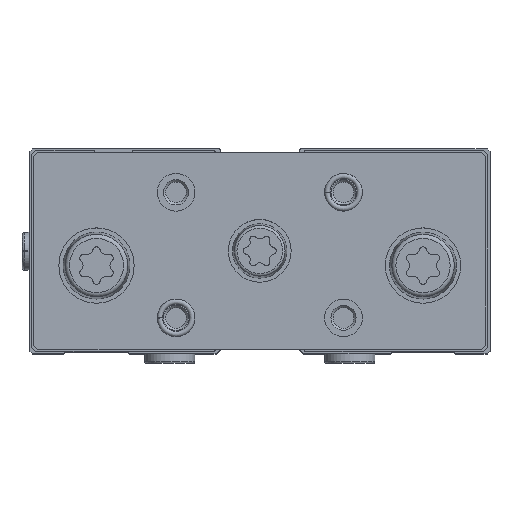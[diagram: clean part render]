
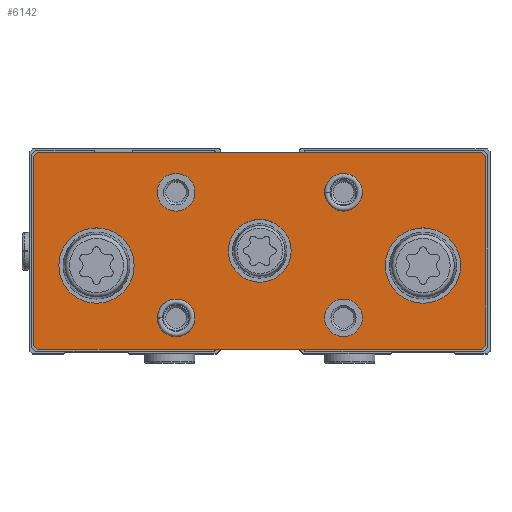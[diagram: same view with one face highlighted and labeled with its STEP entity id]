
A CAD part, top view. The second image highlights one B-rep face of the part: STEP entity #6142.
In plain terms, the highlighted face is planar.
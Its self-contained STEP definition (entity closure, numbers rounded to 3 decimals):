
#566=CIRCLE('',#6844,7.5);
#567=CIRCLE('',#6845,9.);
#568=CIRCLE('',#6846,9.);
#569=CIRCLE('',#6847,4.5);
#570=CIRCLE('',#6848,4.5);
#571=CIRCLE('',#6849,4.5);
#572=CIRCLE('',#6850,4.5);
#1890=ORIENTED_EDGE('',*,*,#2926,.F.);
#1891=ORIENTED_EDGE('',*,*,#2927,.F.);
#1892=ORIENTED_EDGE('',*,*,#2928,.F.);
#1893=ORIENTED_EDGE('',*,*,#2929,.F.);
#1894=ORIENTED_EDGE('',*,*,#2930,.F.);
#1895=ORIENTED_EDGE('',*,*,#2931,.F.);
#1896=ORIENTED_EDGE('',*,*,#2932,.F.);
#1897=ORIENTED_EDGE('',*,*,#2891,.T.);
#1898=ORIENTED_EDGE('',*,*,#2895,.T.);
#1899=ORIENTED_EDGE('',*,*,#2900,.T.);
#1900=ORIENTED_EDGE('',*,*,#2903,.T.);
#1901=ORIENTED_EDGE('',*,*,#2906,.T.);
#1902=ORIENTED_EDGE('',*,*,#2909,.T.);
#1903=ORIENTED_EDGE('',*,*,#2914,.T.);
#1904=ORIENTED_EDGE('',*,*,#2917,.T.);
#2891=EDGE_CURVE('',#3545,#3546,#4047,.T.);
#2895=EDGE_CURVE('',#3546,#3549,#4051,.T.);
#2900=EDGE_CURVE('',#3549,#3553,#4054,.T.);
#2903=EDGE_CURVE('',#3553,#3555,#4057,.T.);
#2906=EDGE_CURVE('',#3555,#3557,#4060,.T.);
#2909=EDGE_CURVE('',#3557,#3559,#4063,.T.);
#2914=EDGE_CURVE('',#3559,#3563,#4066,.T.);
#2917=EDGE_CURVE('',#3563,#3545,#4069,.T.);
#2926=EDGE_CURVE('',#3572,#3572,#566,.T.);
#2927=EDGE_CURVE('',#3573,#3573,#567,.T.);
#2928=EDGE_CURVE('',#3574,#3574,#568,.T.);
#2929=EDGE_CURVE('',#3575,#3575,#569,.T.);
#2930=EDGE_CURVE('',#3576,#3576,#570,.T.);
#2931=EDGE_CURVE('',#3577,#3577,#571,.T.);
#2932=EDGE_CURVE('',#3578,#3578,#572,.T.);
#3545=VERTEX_POINT('',#10355);
#3546=VERTEX_POINT('',#10356);
#3549=VERTEX_POINT('',#10364);
#3553=VERTEX_POINT('',#10374);
#3555=VERTEX_POINT('',#10380);
#3557=VERTEX_POINT('',#10386);
#3559=VERTEX_POINT('',#10392);
#3563=VERTEX_POINT('',#10402);
#3572=VERTEX_POINT('',#10426);
#3573=VERTEX_POINT('',#10428);
#3574=VERTEX_POINT('',#10430);
#3575=VERTEX_POINT('',#10432);
#3576=VERTEX_POINT('',#10434);
#3577=VERTEX_POINT('',#10436);
#3578=VERTEX_POINT('',#10438);
#4047=LINE('',#10354,#4479);
#4051=LINE('',#10363,#4483);
#4054=LINE('',#10373,#4486);
#4057=LINE('',#10379,#4489);
#4060=LINE('',#10385,#4492);
#4063=LINE('',#10391,#4495);
#4066=LINE('',#10401,#4498);
#4069=LINE('',#10407,#4501);
#4479=VECTOR('',#8427,1000.);
#4483=VECTOR('',#8433,1000.);
#4486=VECTOR('',#8442,1000.);
#4489=VECTOR('',#8447,1000.);
#4492=VECTOR('',#8452,1000.);
#4495=VECTOR('',#8457,1000.);
#4498=VECTOR('',#8466,1000.);
#4501=VECTOR('',#8471,1000.);
#4943=EDGE_LOOP('',(#1890));
#4944=EDGE_LOOP('',(#1891));
#4945=EDGE_LOOP('',(#1892));
#4946=EDGE_LOOP('',(#1893));
#4947=EDGE_LOOP('',(#1894));
#4948=EDGE_LOOP('',(#1895));
#4949=EDGE_LOOP('',(#1896));
#4950=EDGE_LOOP('',(#1897,#1898,#1899,#1900,#1901,#1902,#1903,#1904));
#5513=FACE_BOUND('',#4943,.T.);
#5514=FACE_BOUND('',#4944,.T.);
#5515=FACE_BOUND('',#4945,.T.);
#5516=FACE_BOUND('',#4946,.T.);
#5517=FACE_BOUND('',#4947,.T.);
#5518=FACE_BOUND('',#4948,.T.);
#5519=FACE_BOUND('',#4949,.T.);
#5520=FACE_BOUND('',#4950,.T.);
#5849=PLANE('',#6843);
#6142=ADVANCED_FACE('',(#5513,#5514,#5515,#5516,#5517,#5518,#5519,#5520),
#5849,.T.);
#6843=AXIS2_PLACEMENT_3D('',#10424,#8489,#8490);
#6844=AXIS2_PLACEMENT_3D('',#10425,#8491,#8492);
#6845=AXIS2_PLACEMENT_3D('',#10427,#8493,#8494);
#6846=AXIS2_PLACEMENT_3D('',#10429,#8495,#8496);
#6847=AXIS2_PLACEMENT_3D('',#10431,#8497,#8498);
#6848=AXIS2_PLACEMENT_3D('',#10433,#8499,#8500);
#6849=AXIS2_PLACEMENT_3D('',#10435,#8501,#8502);
#6850=AXIS2_PLACEMENT_3D('',#10437,#8503,#8504);
#8427=DIRECTION('',(0.,-1.,0.));
#8433=DIRECTION('',(0.,-0.707,-0.707));
#8442=DIRECTION('',(0.,0.,-1.));
#8447=DIRECTION('',(0.,0.707,-0.707));
#8452=DIRECTION('',(0.,1.,0.));
#8457=DIRECTION('',(0.,0.707,0.707));
#8466=DIRECTION('',(0.,0.,1.));
#8471=DIRECTION('',(0.,-0.707,0.707));
#8489=DIRECTION('',(1.,0.,0.));
#8490=DIRECTION('',(0.,0.,-1.));
#8491=DIRECTION('',(1.,0.,0.));
#8492=DIRECTION('',(0.,0.,-1.));
#8493=DIRECTION('',(1.,0.,0.));
#8494=DIRECTION('',(0.,0.,-1.));
#8495=DIRECTION('',(1.,0.,0.));
#8496=DIRECTION('',(0.,0.,-1.));
#8497=DIRECTION('',(1.,0.,0.));
#8498=DIRECTION('',(0.,0.,-1.));
#8499=DIRECTION('',(1.,0.,0.));
#8500=DIRECTION('',(0.,0.,-1.));
#8501=DIRECTION('',(1.,0.,0.));
#8502=DIRECTION('',(0.,0.,-1.));
#8503=DIRECTION('',(1.,0.,0.));
#8504=DIRECTION('',(0.,0.,-1.));
#10354=CARTESIAN_POINT('',(16.,22.5,54.));
#10355=CARTESIAN_POINT('',(16.,22.5,54.));
#10356=CARTESIAN_POINT('',(16.,-22.5,54.));
#10363=CARTESIAN_POINT('',(16.,-22.5,54.));
#10364=CARTESIAN_POINT('',(16.,-23.5,53.));
#10373=CARTESIAN_POINT('',(16.,-23.5,53.));
#10374=CARTESIAN_POINT('',(16.,-23.5,-53.));
#10379=CARTESIAN_POINT('',(16.,-23.5,-53.));
#10380=CARTESIAN_POINT('',(16.,-22.5,-54.));
#10385=CARTESIAN_POINT('',(16.,-22.5,-54.));
#10386=CARTESIAN_POINT('',(16.,22.5,-54.));
#10391=CARTESIAN_POINT('',(16.,22.5,-54.));
#10392=CARTESIAN_POINT('',(16.,23.5,-53.));
#10401=CARTESIAN_POINT('',(16.,23.5,-53.));
#10402=CARTESIAN_POINT('',(16.,23.5,53.));
#10407=CARTESIAN_POINT('',(16.,23.5,53.));
#10424=CARTESIAN_POINT('',(16.,0.,0.));
#10425=CARTESIAN_POINT('',(16.,0.,0.));
#10426=CARTESIAN_POINT('',(16.,0.,-7.5));
#10427=CARTESIAN_POINT('',(16.,-3.5,-39.));
#10428=CARTESIAN_POINT('',(16.,-3.5,-48.));
#10429=CARTESIAN_POINT('',(16.,-3.5,39.));
#10430=CARTESIAN_POINT('',(16.,-3.5,30.));
#10431=CARTESIAN_POINT('',(16.,14.,-20.));
#10432=CARTESIAN_POINT('',(16.,14.,-24.5));
#10433=CARTESIAN_POINT('',(16.,14.,20.));
#10434=CARTESIAN_POINT('',(16.,14.,15.5));
#10435=CARTESIAN_POINT('',(16.,-16.,-20.));
#10436=CARTESIAN_POINT('',(16.,-16.,-24.5));
#10437=CARTESIAN_POINT('',(16.,-16.,20.));
#10438=CARTESIAN_POINT('',(16.,-16.,15.5));
